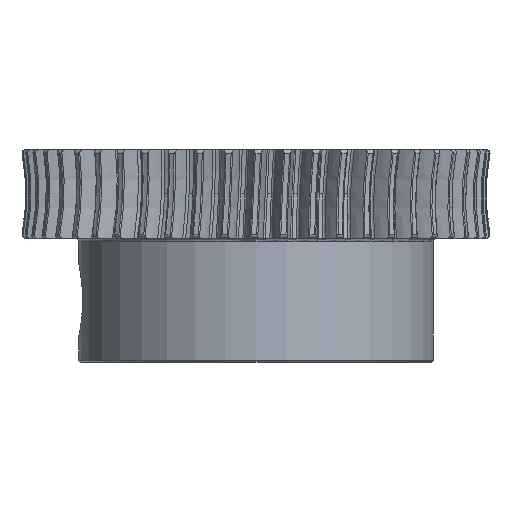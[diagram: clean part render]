
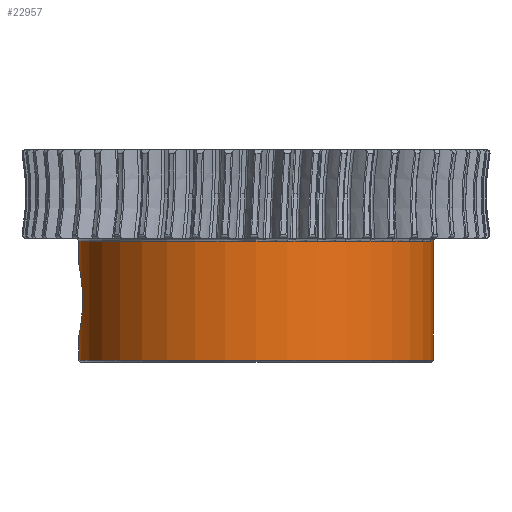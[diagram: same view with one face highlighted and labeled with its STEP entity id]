
A CAD part, front view. The second image highlights one B-rep face of the part: STEP entity #22957.
In plain terms, the highlighted cylindrical face has radius 10 mm (diameter 20 mm), a partial arc.
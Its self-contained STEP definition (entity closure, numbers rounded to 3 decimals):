
#353 = CARTESIAN_POINT ( 'NONE',  ( -9.808, -1.949, -5.336 ) ) ;
#725 = CARTESIAN_POINT ( 'NONE',  ( -9.787, -2.055, -5.865 ) ) ;
#1162 = ORIENTED_EDGE ( 'NONE', *, *, #15240, .T. ) ;
#1841 = DIRECTION ( 'NONE',  ( 0., 0., -1. ) ) ;
#2051 = DIRECTION ( 'NONE',  ( 0., 0., -1. ) ) ;
#2974 = CARTESIAN_POINT ( 'NONE',  ( -9.987, -0.535, -7.989 ) ) ;
#3047 = DIRECTION ( 'NONE',  ( 0., 0., -1. ) ) ;
#3066 = LINE ( 'NONE', #5518, #19555 ) ;
#3156 = CARTESIAN_POINT ( 'NONE',  ( -9.947, -1.031, -4.217 ) ) ;
#3826 = ORIENTED_EDGE ( 'NONE', *, *, #24242, .T. ) ;
#5518 = CARTESIAN_POINT ( 'NONE',  ( 10., 0., -2.15 ) ) ;
#5827 = AXIS2_PLACEMENT_3D ( 'NONE', #14266, #31157, #22506 ) ;
#5998 = CARTESIAN_POINT ( 'NONE',  ( 10., 0., -2.675 ) ) ;
#6354 = CARTESIAN_POINT ( 'NONE',  ( -9.866, -1.644, -7.262 ) ) ;
#6546 = CARTESIAN_POINT ( 'NONE',  ( -9.987, -0.533, -4.011 ) ) ;
#7167 = CARTESIAN_POINT ( 'NONE',  ( 0., 0., -2.15 ) ) ;
#8604 = VERTEX_POINT ( 'NONE', #5998 ) ;
#8813 = CARTESIAN_POINT ( 'NONE',  ( -9.787, -2.055, -6.134 ) ) ;
#9004 = CARTESIAN_POINT ( 'NONE',  ( -9.838, -1.795, -7.036 ) ) ;
#9379 = CARTESIAN_POINT ( 'NONE',  ( -10., 0., -3.945 ) ) ;
#9818 = DIRECTION ( 'NONE',  ( -1., 0., 0. ) ) ;
#10421 = CARTESIAN_POINT ( 'NONE',  ( -10., 0., -8.055 ) ) ;
#10619 = ORIENTED_EDGE ( 'NONE', *, *, #15870, .F. ) ;
#11518 = VERTEX_POINT ( 'NONE', #27848 ) ;
#11632 = CARTESIAN_POINT ( 'NONE',  ( -9.979, -0.663, -7.95 ) ) ;
#12017 = CARTESIAN_POINT ( 'NONE',  ( -10., -0.136, -3.945 ) ) ;
#14120 = B_SPLINE_CURVE_WITH_KNOTS ( 'NONE', 3,
 ( #9379, #12017, #26444, #6546, #28513, #14643, #3156, #26067, #25702, #17468, #23452, #353, #37196, #31539, #725, #8813, #17283, #28700, #23260, #9004, #6354, #17847, #14843, #20470, #17654, #11632, #2974, #29276, #23631, #14457 ),
 .UNSPECIFIED., .F., .F.,
 ( 4, 2, 2, 2, 2, 2, 2, 2, 2, 2, 2, 2, 2, 2, 4 ),
 ( 0., 0., 0.001, 0.001, 0.002, 0.002, 0.003, 0.003, 0.004, 0.004, 0.005, 0.005, 0.006, 0.006, 0.006 ),
 .UNSPECIFIED. ) ;
#14266 = CARTESIAN_POINT ( 'NONE',  ( 0., 0., -9.375 ) ) ;
#14457 = CARTESIAN_POINT ( 'NONE',  ( -10., 0., -8.055 ) ) ;
#14578 = EDGE_CURVE ( 'NONE', #11518, #34812, #14120, .T. ) ;
#14643 = CARTESIAN_POINT ( 'NONE',  ( -9.959, -0.913, -4.154 ) ) ;
#14843 = CARTESIAN_POINT ( 'NONE',  ( -9.922, -1.254, -7.633 ) ) ;
#15240 = EDGE_CURVE ( 'NONE', #8604, #32853, #29112, .T. ) ;
#15448 = CARTESIAN_POINT ( 'NONE',  ( 10., 0., -9.375 ) ) ;
#15870 = EDGE_CURVE ( 'NONE', #8604, #26515, #3066, .T. ) ;
#15989 = VECTOR ( 'NONE', #3047, 1000. ) ;
#17283 = CARTESIAN_POINT ( 'NONE',  ( -9.789, -2.042, -6.27 ) ) ;
#17358 = LINE ( 'NONE', #28776, #15989 ) ;
#17468 = CARTESIAN_POINT ( 'NONE',  ( -9.866, -1.642, -4.736 ) ) ;
#17555 = EDGE_LOOP ( 'NONE', ( #10619, #1162, #34925, #33808, #36690, #3826 ) ) ;
#17654 = CARTESIAN_POINT ( 'NONE',  ( -9.959, -0.911, -7.847 ) ) ;
#17847 = CARTESIAN_POINT ( 'NONE',  ( -9.908, -1.357, -7.549 ) ) ;
#18950 = CARTESIAN_POINT ( 'NONE',  ( -10., 0., -2.15 ) ) ;
#19555 = VECTOR ( 'NONE', #34456, 1000. ) ;
#20336 = EDGE_CURVE ( 'NONE', #34812, #28847, #17358, .T. ) ;
#20470 = CARTESIAN_POINT ( 'NONE',  ( -9.947, -1.032, -7.782 ) ) ;
#21707 = CARTESIAN_POINT ( 'NONE',  ( -10., 0., -2.675 ) ) ;
#21994 = AXIS2_PLACEMENT_3D ( 'NONE', #7167, #27244, #9818 ) ;
#22506 = DIRECTION ( 'NONE',  ( -1., 0., 0. ) ) ;
#22518 = DIRECTION ( 'NONE',  ( -1., 0., 0. ) ) ;
#22957 = ADVANCED_FACE ( 'NONE', ( #26521 ), #30080, .T. ) ;
#23239 = CIRCLE ( 'NONE', #5827, 10. ) ;
#23260 = CARTESIAN_POINT ( 'NONE',  ( -9.808, -1.95, -6.662 ) ) ;
#23452 = CARTESIAN_POINT ( 'NONE',  ( -9.838, -1.795, -4.965 ) ) ;
#23631 = CARTESIAN_POINT ( 'NONE',  ( -10., -0.134, -8.055 ) ) ;
#24203 = LINE ( 'NONE', #18950, #37070 ) ;
#24242 = EDGE_CURVE ( 'NONE', #28847, #26515, #23239, .T. ) ;
#24299 = AXIS2_PLACEMENT_3D ( 'NONE', #27037, #2051, #22518 ) ;
#25702 = CARTESIAN_POINT ( 'NONE',  ( -9.908, -1.359, -4.453 ) ) ;
#26067 = CARTESIAN_POINT ( 'NONE',  ( -9.922, -1.254, -4.366 ) ) ;
#26444 = CARTESIAN_POINT ( 'NONE',  ( -9.997, -0.27, -3.958 ) ) ;
#26515 = VERTEX_POINT ( 'NONE', #15448 ) ;
#26521 = FACE_OUTER_BOUND ( 'NONE', #17555, .T. ) ;
#27037 = CARTESIAN_POINT ( 'NONE',  ( 0., 0., -2.675 ) ) ;
#27244 = DIRECTION ( 'NONE',  ( 0., 0., -1. ) ) ;
#27848 = CARTESIAN_POINT ( 'NONE',  ( -10., 0., -3.945 ) ) ;
#28513 = CARTESIAN_POINT ( 'NONE',  ( -9.979, -0.664, -4.051 ) ) ;
#28700 = CARTESIAN_POINT ( 'NONE',  ( -9.8, -1.989, -6.534 ) ) ;
#28776 = CARTESIAN_POINT ( 'NONE',  ( -10., 0., -2.15 ) ) ;
#28847 = VERTEX_POINT ( 'NONE', #31406 ) ;
#29112 = CIRCLE ( 'NONE', #24299, 10. ) ;
#29276 = CARTESIAN_POINT ( 'NONE',  ( -9.997, -0.271, -8.042 ) ) ;
#29297 = EDGE_CURVE ( 'NONE', #32853, #11518, #24203, .T. ) ;
#30080 = CYLINDRICAL_SURFACE ( 'NONE', #21994, 10. ) ;
#31157 = DIRECTION ( 'NONE',  ( 0., 0., 1. ) ) ;
#31406 = CARTESIAN_POINT ( 'NONE',  ( -10., 0., -9.375 ) ) ;
#31539 = CARTESIAN_POINT ( 'NONE',  ( -9.789, -2.042, -5.731 ) ) ;
#32853 = VERTEX_POINT ( 'NONE', #21707 ) ;
#33808 = ORIENTED_EDGE ( 'NONE', *, *, #14578, .T. ) ;
#34456 = DIRECTION ( 'NONE',  ( 0., 0., -1. ) ) ;
#34812 = VERTEX_POINT ( 'NONE', #10421 ) ;
#34925 = ORIENTED_EDGE ( 'NONE', *, *, #29297, .T. ) ;
#36690 = ORIENTED_EDGE ( 'NONE', *, *, #20336, .T. ) ;
#37070 = VECTOR ( 'NONE', #1841, 1000. ) ;
#37196 = CARTESIAN_POINT ( 'NONE',  ( -9.8, -1.989, -5.466 ) ) ;
